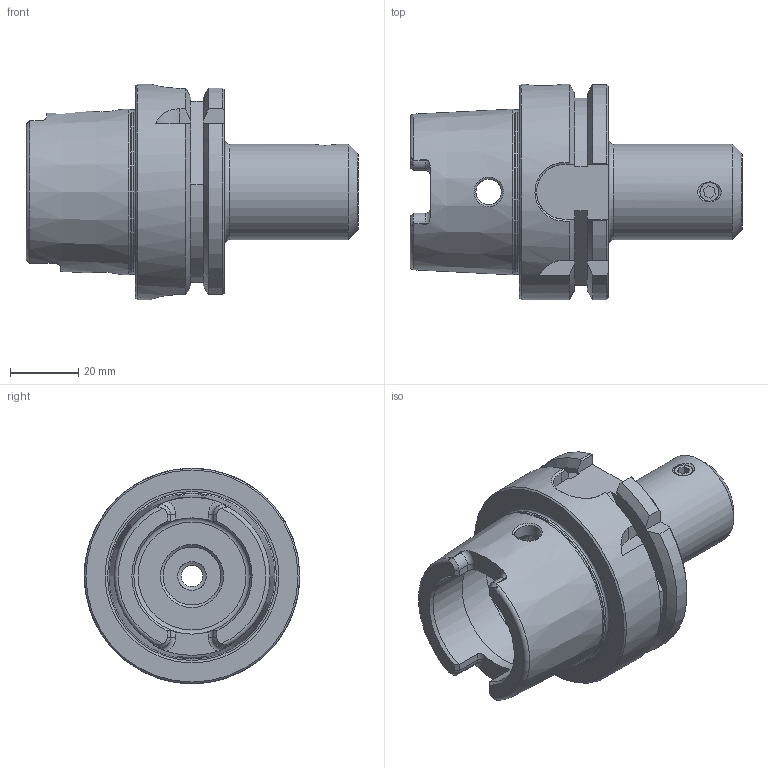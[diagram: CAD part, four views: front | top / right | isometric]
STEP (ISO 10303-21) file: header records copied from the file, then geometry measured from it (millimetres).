
FILE_DESCRIPTION((''),'2;1');
FILE_NAME('H63-25EM2.stp','2014-08-22T09:50:19',('kaykin'),(''),'Autodesk Inventor 2012','Autodesk Inventor 2012','');
FILE_SCHEMA(('AUTOMOTIVE_DESIGN { 1 0 10303 214 1 1 1 1 }'));
Length unit declared in the file: inch
Products named in the file (3): H63-25EM2; H63-25EM2-1; 029-018
Assembly tree (2 placements, depth 2):
  H63-25EM2
    H63-25EM2-1
    029-018
Bounding box: 97.07 x 63 x 63 mm (x, y, z)
Volume: 102965.3 mm3; surface area: 26994.7 mm2
Topology: 2 solids, 2 shells, 151 faces, 386 edges, 244 vertices
Faces by surface type: plane 62, cylinder 37, cone 27, torus 14, bspline 11
Full cylindrical faces by diameter (mm): 5.359 x1, 6.35 x2, 7.5 x2, 8.382 x1, 8.4 x1, 10 x1, 16.916 x1, 19.016 x1, 27.94 x1, 34 x2, 40 x1, 48.041 x1, 63 x1
Entity records: 5287 total; most frequent: CARTESIAN_POINT 1816, ORIENTED_EDGE 670, DIRECTION 627, EDGE_CURVE 335, AXIS2_PLACEMENT_3D 252, VERTEX_POINT 230, EDGE_LOOP 201, FACE_OUTER_BOUND 151
